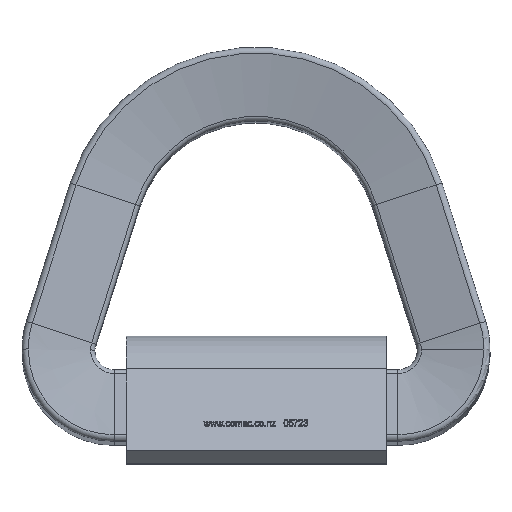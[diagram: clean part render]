
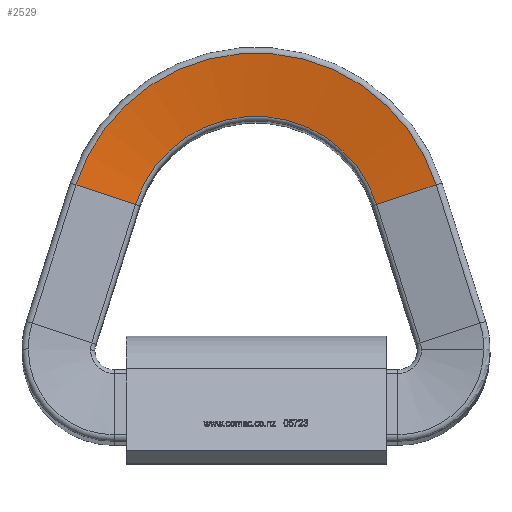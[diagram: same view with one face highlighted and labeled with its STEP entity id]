
A CAD part, top view. The second image highlights one B-rep face of the part: STEP entity #2529.
In plain terms, the highlighted conical face has half-angle 78.326 degrees and reference radius 48.595 mm.
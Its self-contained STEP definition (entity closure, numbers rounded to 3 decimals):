
#816 = CARTESIAN_POINT ( 'NONE',  ( 54.5, 75., 1.959 ) ) ;
#1007 = DIRECTION ( 'NONE',  ( -0.934, 0.294, 0.202 ) ) ;
#1265 = CARTESIAN_POINT ( 'NONE',  ( 54.5, 75., -3. ) ) ;
#1854 = AXIS2_PLACEMENT_3D ( 'NONE', #816, #16942, #5688 ) ;
#2239 = AXIS2_PLACEMENT_3D ( 'NONE', #1265, #26159, #3331 ) ;
#2529 = ADVANCED_FACE ( 'NONE', ( #21316 ), #5092, .F. ) ;
#3098 = CARTESIAN_POINT ( 'NONE',  ( 8.153, 89.611, -3. ) ) ;
#3331 = DIRECTION ( 'NONE',  ( 1., 0., 0. ) ) ;
#3819 = EDGE_CURVE ( 'NONE', #20890, #13044, #28010, .T. ) ;
#3876 = ORIENTED_EDGE ( 'NONE', *, *, #15576, .T. ) ;
#4249 = ORIENTED_EDGE ( 'NONE', *, *, #3819, .F. ) ;
#4770 = CARTESIAN_POINT ( 'NONE',  ( 100.847, 89.611, -3. ) ) ;
#5092 = CONICAL_SURFACE ( 'NONE', #2239, 48.595, 1.367 ) ;
#5688 = DIRECTION ( 'NONE',  ( -0.954, 0.301, 0. ) ) ;
#7070 = ORIENTED_EDGE ( 'NONE', *, *, #23365, .T. ) ;
#8681 = ORIENTED_EDGE ( 'NONE', *, *, #23473, .F. ) ;
#13044 = VERTEX_POINT ( 'NONE', #16614 ) ;
#14052 = AXIS2_PLACEMENT_3D ( 'NONE', #29111, #24854, #18134 ) ;
#15576 = EDGE_CURVE ( 'NONE', #27159, #13044, #17406, .T. ) ;
#16614 = CARTESIAN_POINT ( 'NONE',  ( 123.736, 96.828, 1.959 ) ) ;
#16942 = DIRECTION ( 'NONE',  ( 0., 0., -1. ) ) ;
#17406 = LINE ( 'NONE', #20606, #20545 ) ;
#18134 = DIRECTION ( 'NONE',  ( -0.954, 0.301, 0. ) ) ;
#18695 = CARTESIAN_POINT ( 'NONE',  ( -14.736, 96.828, 1.959 ) ) ;
#20504 = VECTOR ( 'NONE', #1007, 1000. ) ;
#20545 = VECTOR ( 'NONE', #22863, 1000. ) ;
#20606 = CARTESIAN_POINT ( 'NONE',  ( 123.736, 96.828, 1.959 ) ) ;
#20864 = CIRCLE ( 'NONE', #14052, 48.595 ) ;
#20890 = VERTEX_POINT ( 'NONE', #25760 ) ;
#21316 = FACE_OUTER_BOUND ( 'NONE', #24000, .T. ) ;
#22863 = DIRECTION ( 'NONE',  ( 0.934, 0.294, 0.202 ) ) ;
#23238 = VERTEX_POINT ( 'NONE', #3098 ) ;
#23365 = EDGE_CURVE ( 'NONE', #23238, #27159, #20864, .T. ) ;
#23473 = EDGE_CURVE ( 'NONE', #23238, #20890, #26866, .T. ) ;
#24000 = EDGE_LOOP ( 'NONE', ( #4249, #8681, #7070, #3876 ) ) ;
#24854 = DIRECTION ( 'NONE',  ( 0., 0., -1. ) ) ;
#25760 = CARTESIAN_POINT ( 'NONE',  ( -14.736, 96.828, 1.959 ) ) ;
#26159 = DIRECTION ( 'NONE',  ( 0., 0., 1. ) ) ;
#26866 = LINE ( 'NONE', #18695, #20504 ) ;
#27159 = VERTEX_POINT ( 'NONE', #4770 ) ;
#28010 = CIRCLE ( 'NONE', #1854, 72.595 ) ;
#29111 = CARTESIAN_POINT ( 'NONE',  ( 54.5, 75., -3. ) ) ;
